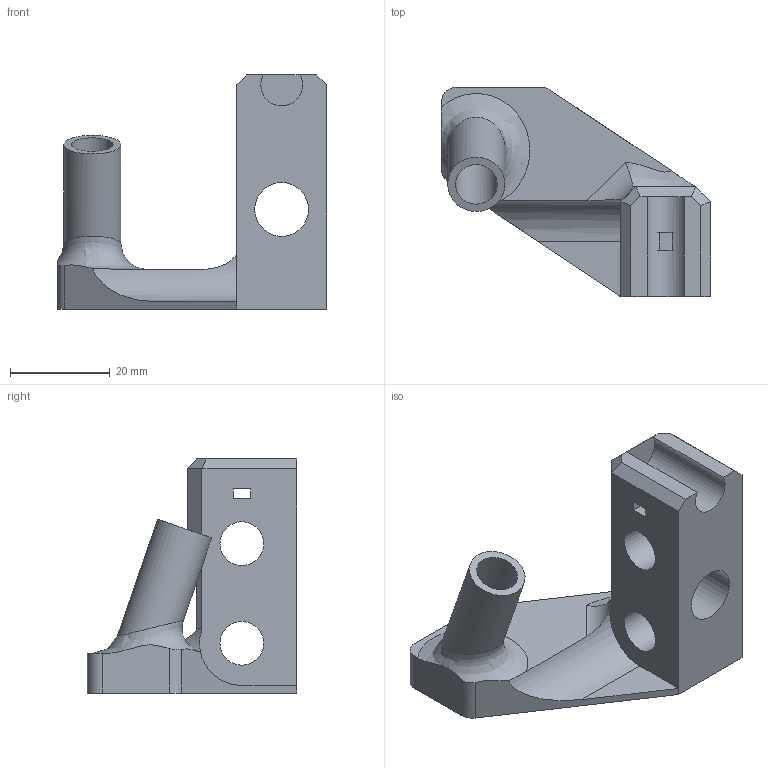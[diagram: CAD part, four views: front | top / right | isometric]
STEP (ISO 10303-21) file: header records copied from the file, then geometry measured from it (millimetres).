
FILE_DESCRIPTION( ( '' ), ' ' );
FILE_NAME( '5689533ee4b0f5f63c14a808.step', '2016-01-03T16:58:38', ( '' ), ( '' ), ' ', ' ', ' ' );
FILE_SCHEMA( ( 'AUTOMOTIVE_DESIGN { 1 0 10303 214 1 1 1 1 }' ) );
Length unit declared in the file: metre
Products named in the file (1): Part 1
Bounding box: 54 x 42 x 47 mm (x, y, z)
Volume: 21300.8 mm3; surface area: 10312.4 mm2
Topology: 1 solids, 1 shells, 44 faces, 121 edges, 79 vertices
Faces by surface type: plane 29, cylinder 12, bspline 2, cone 1
Full cylindrical faces by diameter (mm): 8.4 x1, 8.8 x2, 10.8 x1, 11.5 x1
Entity records: 2577 total; most frequent: CARTESIAN_POINT 1121, ORIENTED_EDGE 224, DIRECTION 213, EDGE_CURVE 112, VERTEX_POINT 76, AXIS2_PLACEMENT_3D 72, LINE 69, VECTOR 69
